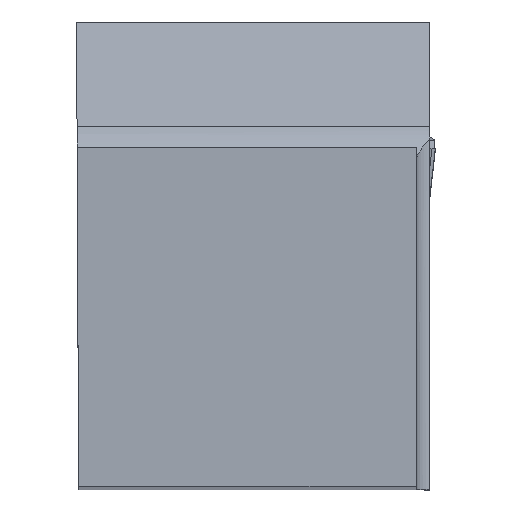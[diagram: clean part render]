
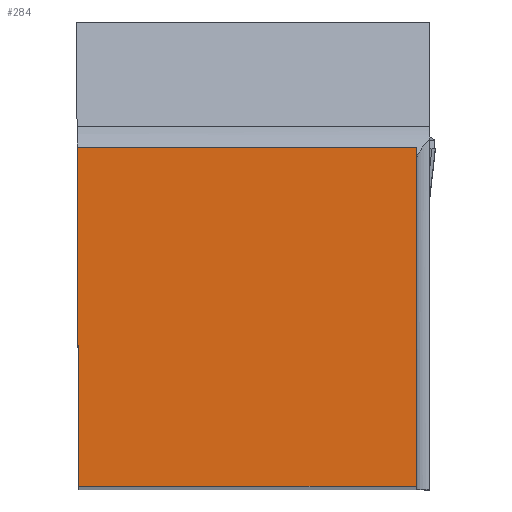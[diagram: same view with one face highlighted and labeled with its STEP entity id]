
A CAD part, top view. The second image highlights one B-rep face of the part: STEP entity #284.
In plain terms, the highlighted planar face has unit normal (0, 0, 1).
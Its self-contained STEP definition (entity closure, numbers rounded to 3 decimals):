
#284=ADVANCED_FACE('CU_BACK_SU1',(#442),#385,.F.);
#385=PLANE('',#2044);
#442=FACE_OUTER_BOUND('',#548,.T.);
#548=EDGE_LOOP('',(#787,#788,#789,#790));
#787=ORIENTED_EDGE('',*,*,#1465,.T.);
#788=ORIENTED_EDGE('',*,*,#1467,.F.);
#789=ORIENTED_EDGE('',*,*,#1428,.T.);
#790=ORIENTED_EDGE('',*,*,#1418,.T.);
#1238=VERTEX_POINT('',#2656);
#1240=VERTEX_POINT('',#2659);
#1248=VERTEX_POINT('',#2678);
#1267=VERTEX_POINT('',#2775);
#1418=EDGE_CURVE('',#1240,#1238,#1687,.T.);
#1428=EDGE_CURVE('',#1248,#1240,#1695,.T.);
#1465=EDGE_CURVE('',#1238,#1267,#1724,.T.);
#1467=EDGE_CURVE('',#1248,#1267,#1726,.T.);
#1687=LINE('',#2658,#1839);
#1695=LINE('',#2677,#1847);
#1724=LINE('',#2776,#1876);
#1726=LINE('',#2779,#1878);
#1839=VECTOR('',#2210,1.);
#1847=VECTOR('',#2224,1.);
#1876=VECTOR('',#2295,1.);
#1878=VECTOR('',#2299,1.);
#2044=AXIS2_PLACEMENT_3D('',#2780,#2300,#2301);
#2210=DIRECTION('',(0.004,-1.,0.));
#2224=DIRECTION('',(-1.,0.,0.));
#2295=DIRECTION('',(1.,0.,0.));
#2299=DIRECTION('',(0.,-1.,0.));
#2300=DIRECTION('',(0.,0.,-1.));
#2301=DIRECTION('',(0.,-1.,0.));
#2656=CARTESIAN_POINT('',(0.087,0.,0.));
#2658=CARTESIAN_POINT('',(-0.088,39.975,0.));
#2659=CARTESIAN_POINT('',(0.,19.875,0.));
#2677=CARTESIAN_POINT('',(-22.994,19.875,0.));
#2678=CARTESIAN_POINT('',(19.875,19.875,0.));
#2775=CARTESIAN_POINT('',(19.875,0.,0.));
#2776=CARTESIAN_POINT('',(-22.994,0.,0.));
#2779=CARTESIAN_POINT('',(19.875,39.875,0.));
#2780=CARTESIAN_POINT('',(-22.994,39.875,0.));
